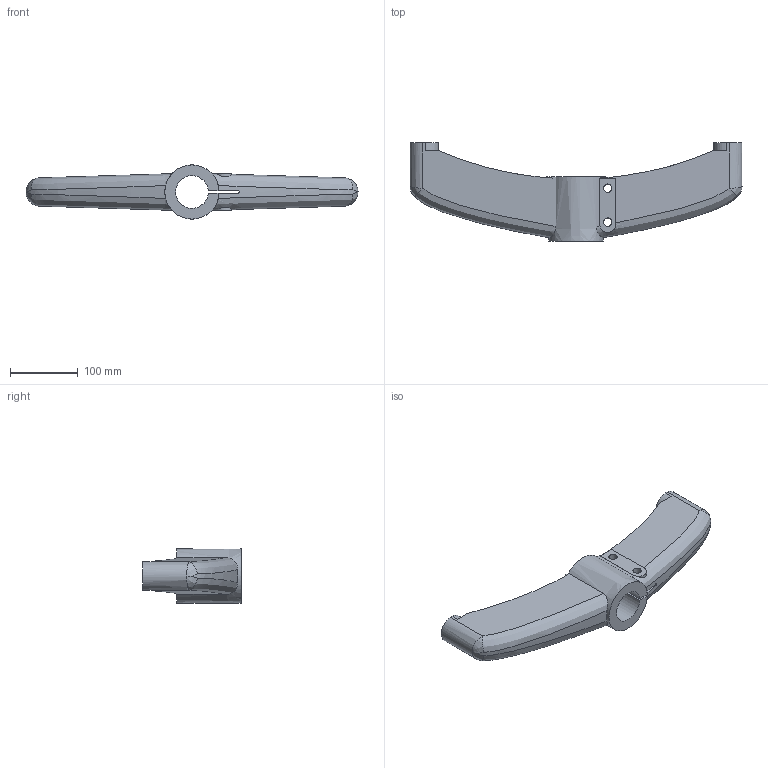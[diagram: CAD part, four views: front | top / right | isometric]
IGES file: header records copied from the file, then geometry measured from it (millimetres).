
Start section:  PTC IGES file: s0618-624302.igs
Global section: file name: s0618-624302.igs; native system: Pro/ENGINEER by Parametric Technology Corporation; preprocessor: 2006200; author: Andrea.Castagnoli; organization: Unknown; date: 20070622.124553; units: millimetre
Bounding box: 490 x 145 x 80 mm (x, y, z)
Volume: 1865395.5 mm3; surface area: 167325.5 mm2
Topology: 1 solids, 3 shells, 70 faces, 196 edges, 126 vertices
Faces by surface type: revolution 36, bspline 34
